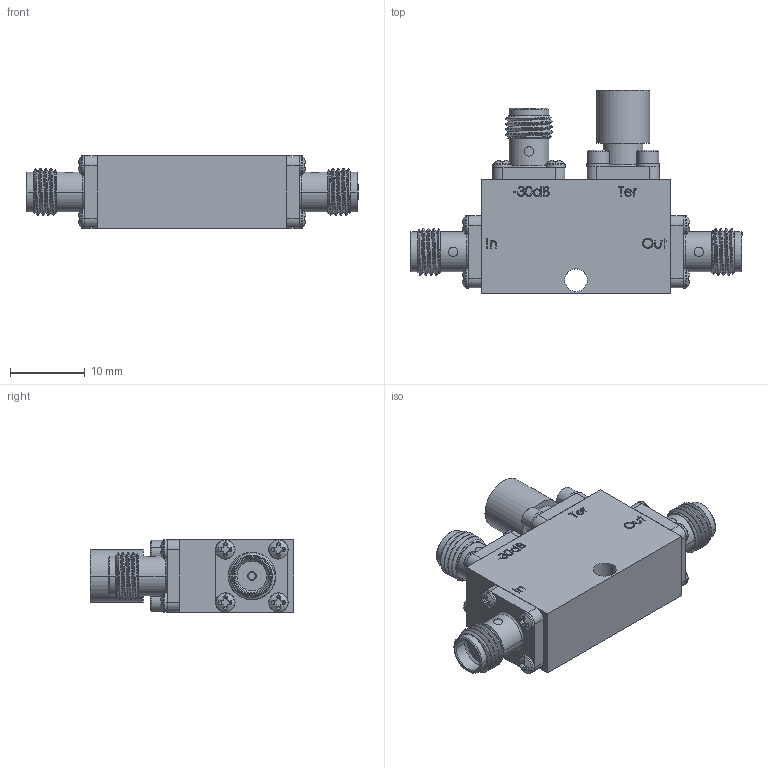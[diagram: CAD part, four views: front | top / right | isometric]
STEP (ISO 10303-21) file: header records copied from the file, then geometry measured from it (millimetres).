
FILE_DESCRIPTION (( 'STEP AP214' ), '1' );
FILE_NAME ('PE2CP1112 - FMCP1112.step', '2020-05-18T18:45:32', ( '' ), ( '' ), 'SwSTEP 2.0', 'SolidWorks 2018', '' );
FILE_SCHEMA (( 'AUTOMOTIVE_DESIGN' ));
Length unit declared in the file: inch
Products named in the file (1): PE2CP1112 - FMCP1112
Bounding box: 44.45 x 27.24 x 9.7 mm (x, y, z)
Volume: 5122.4 mm3; surface area: 3443.2 mm2
Topology: 1 solids, 19 shells, 968 faces, 2476 edges, 1603 vertices
Faces by surface type: plane 436, cylinder 243, bspline 141, cone 140, torus 8
Entity records: 40760 total; most frequent: CARTESIAN_POINT 19103, ORIENTED_EDGE 4952, DIRECTION 3879, EDGE_CURVE 2476, VERTEX_POINT 1603, AXIS2_PLACEMENT_3D 1422, EDGE_LOOP 1037, LINE 1035
